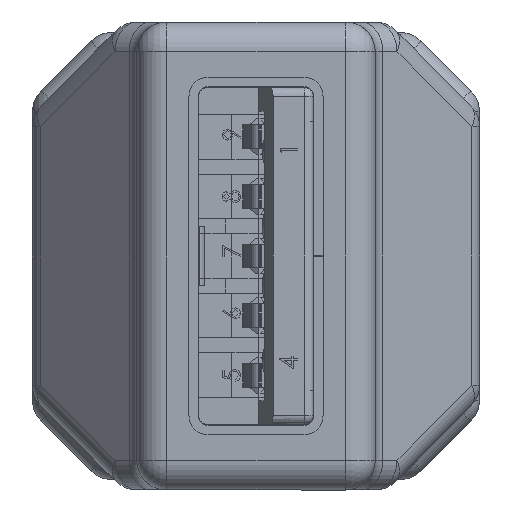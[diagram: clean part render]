
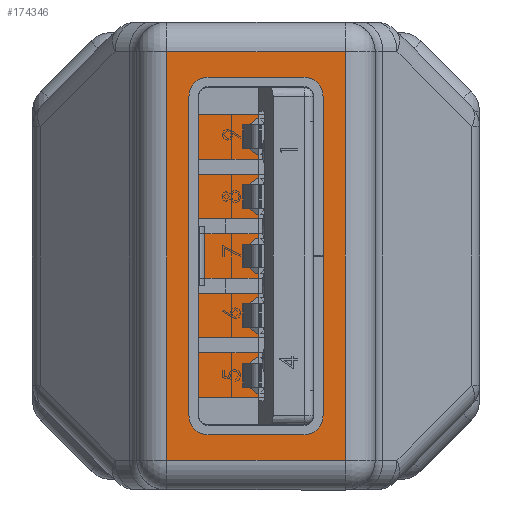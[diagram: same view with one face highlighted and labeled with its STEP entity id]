
A CAD part, left-side view. The second image highlights one B-rep face of the part: STEP entity #174346.
In plain terms, the highlighted face is planar.
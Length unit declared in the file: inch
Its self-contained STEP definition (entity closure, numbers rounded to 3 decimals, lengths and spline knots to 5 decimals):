
#5193 = CARTESIAN_POINT ( 'NONE',  ( -0.26969, -0.11811, 0. ) ) ;
#13476 = LINE ( 'NONE', #155586, #30374 ) ;
#18136 = FACE_OUTER_BOUND ( 'NONE', #63976, .T. ) ;
#18349 = EDGE_CURVE ( 'NONE', #19101, #78623, #173481, .T. ) ;
#19101 = VERTEX_POINT ( 'NONE', #88145 ) ;
#19131 = LINE ( 'NONE', #154442, #153570 ) ;
#20258 = CARTESIAN_POINT ( 'NONE',  ( 0.26969, -0.11811, 0. ) ) ;
#25148 = AXIS2_PLACEMENT_3D ( 'NONE', #109810, #42323, #42901 ) ;
#30374 = VECTOR ( 'NONE', #88632, 39.37008 ) ;
#36858 = EDGE_CURVE ( 'NONE', #91682, #19101, #88619, .T. ) ;
#39998 = CARTESIAN_POINT ( 'NONE',  ( 0.30906, 0.11811, 0. ) ) ;
#42323 = DIRECTION ( 'NONE',  ( 0., 0., 1. ) ) ;
#42901 = DIRECTION ( 'NONE',  ( 1., 0., 0. ) ) ;
#58100 = EDGE_CURVE ( 'NONE', #78623, #73256, #19131, .T. ) ;
#59343 = ORIENTED_EDGE ( 'NONE', *, *, #18349, .T. ) ;
#63976 = EDGE_LOOP ( 'NONE', ( #68893, #59343, #172530, #126132 ) ) ;
#68893 = ORIENTED_EDGE ( 'NONE', *, *, #36858, .T. ) ;
#73256 = VERTEX_POINT ( 'NONE', #5193 ) ;
#76572 = DIRECTION ( 'NONE',  ( 0., -1., 0. ) ) ;
#78623 = VERTEX_POINT ( 'NONE', #20258 ) ;
#88145 = CARTESIAN_POINT ( 'NONE',  ( 0.26969, 0.11811, 0. ) ) ;
#88619 = LINE ( 'NONE', #39998, #155859 ) ;
#88632 = DIRECTION ( 'NONE',  ( 0., 1., 0. ) ) ;
#91682 = VERTEX_POINT ( 'NONE', #167352 ) ;
#96339 = PLANE ( 'NONE',  #25148 ) ;
#106273 = VECTOR ( 'NONE', #76572, 39.37008 ) ;
#109810 = CARTESIAN_POINT ( 'NONE',  ( -0.30906, 0.15748, 0. ) ) ;
#116386 = EDGE_CURVE ( 'NONE', #73256, #91682, #13476, .T. ) ;
#120426 = DIRECTION ( 'NONE',  ( 1., 0., 0. ) ) ;
#126132 = ORIENTED_EDGE ( 'NONE', *, *, #116386, .T. ) ;
#153570 = VECTOR ( 'NONE', #167954, 39.37008 ) ;
#154442 = CARTESIAN_POINT ( 'NONE',  ( -0.30906, -0.11811, 0. ) ) ;
#155586 = CARTESIAN_POINT ( 'NONE',  ( -0.26969, 0.15748, 0. ) ) ;
#155859 = VECTOR ( 'NONE', #120426, 39.37008 ) ;
#157021 = CARTESIAN_POINT ( 'NONE',  ( 0.26969, 0.15748, 0. ) ) ;
#167352 = CARTESIAN_POINT ( 'NONE',  ( -0.26969, 0.11811, 0. ) ) ;
#167954 = DIRECTION ( 'NONE',  ( -1., 0., 0. ) ) ;
#172530 = ORIENTED_EDGE ( 'NONE', *, *, #58100, .T. ) ;
#173481 = LINE ( 'NONE', #157021, #106273 ) ;
#174346 = ADVANCED_FACE ( 'NONE', ( #18136 ), #96339, .F. ) ;
